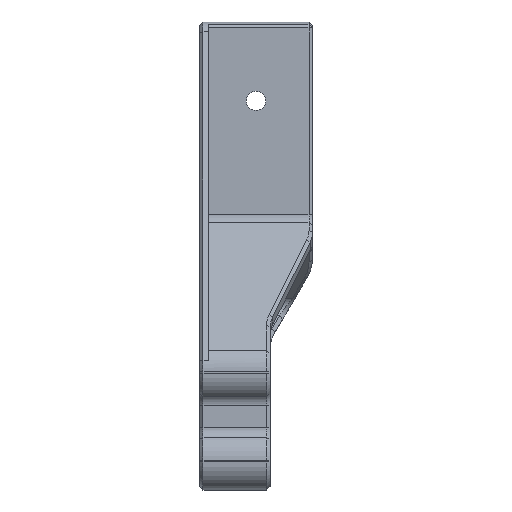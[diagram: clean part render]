
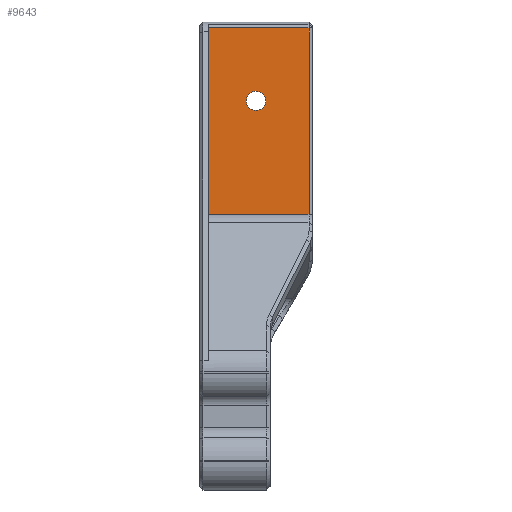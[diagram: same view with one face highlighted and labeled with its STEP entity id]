
A CAD part, left-side view. The second image highlights one B-rep face of the part: STEP entity #9643.
In plain terms, the highlighted planar face has unit normal (-1, 0, 0).
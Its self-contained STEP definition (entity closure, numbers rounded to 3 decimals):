
#190 = ORIENTED_EDGE ( 'NONE', *, *, #2775, .T. ) ;
#292 = VERTEX_POINT ( 'NONE', #7676 ) ;
#385 = VECTOR ( 'NONE', #3534, 1000. ) ;
#525 = EDGE_CURVE ( 'NONE', #10335, #1334, #2939, .T. ) ;
#612 = EDGE_CURVE ( 'NONE', #5195, #4819, #5830, .T. ) ;
#757 = CARTESIAN_POINT ( 'NONE',  ( -13.6, 20., 0. ) ) ;
#841 = ORIENTED_EDGE ( 'NONE', *, *, #1914, .F. ) ;
#1099 = DIRECTION ( 'NONE',  ( -1., 0., 0. ) ) ;
#1217 = CARTESIAN_POINT ( 'NONE',  ( -13.6, 10., -14. ) ) ;
#1334 = VERTEX_POINT ( 'NONE', #8639 ) ;
#1421 = ORIENTED_EDGE ( 'NONE', *, *, #612, .T. ) ;
#1484 = LINE ( 'NONE', #1547, #385 ) ;
#1547 = CARTESIAN_POINT ( 'NONE',  ( -13.6, 18.5, -35. ) ) ;
#1677 = CARTESIAN_POINT ( 'NONE',  ( -13.6, 18.5, -34.112 ) ) ;
#1782 = DIRECTION ( 'NONE',  ( -1., 0., 0. ) ) ;
#1876 = EDGE_CURVE ( 'NONE', #4819, #10335, #11500, .T. ) ;
#1914 = EDGE_CURVE ( 'NONE', #2947, #292, #8836, .T. ) ;
#2581 = FACE_BOUND ( 'NONE', #10360, .T. ) ;
#2775 = EDGE_CURVE ( 'NONE', #1334, #5195, #1484, .T. ) ;
#2939 = LINE ( 'NONE', #6540, #11448 ) ;
#2947 = VERTEX_POINT ( 'NONE', #6383 ) ;
#3341 = CARTESIAN_POINT ( 'NONE',  ( -13.6, 0.6, -34.112 ) ) ;
#3456 = DIRECTION ( 'NONE',  ( 0., 0., 1. ) ) ;
#3534 = DIRECTION ( 'NONE',  ( 0., 0., -1. ) ) ;
#3713 = VECTOR ( 'NONE', #7548, 1000. ) ;
#4060 = CARTESIAN_POINT ( 'NONE',  ( -13.6, 0., -34.112 ) ) ;
#4168 = EDGE_CURVE ( 'NONE', #292, #2947, #6822, .T. ) ;
#4509 = CARTESIAN_POINT ( 'NONE',  ( -13.6, 0.6, -1.063 ) ) ;
#4527 = FACE_OUTER_BOUND ( 'NONE', #8912, .T. ) ;
#4819 = VERTEX_POINT ( 'NONE', #3341 ) ;
#5195 = VERTEX_POINT ( 'NONE', #1677 ) ;
#5266 = VECTOR ( 'NONE', #6146, 1000. ) ;
#5830 = LINE ( 'NONE', #4060, #3713 ) ;
#6146 = DIRECTION ( 'NONE',  ( 0., 0., 1. ) ) ;
#6349 = ORIENTED_EDGE ( 'NONE', *, *, #1876, .T. ) ;
#6383 = CARTESIAN_POINT ( 'NONE',  ( -13.6, 10., -12.3 ) ) ;
#6536 = DIRECTION ( 'NONE',  ( 0., 0., 1. ) ) ;
#6540 = CARTESIAN_POINT ( 'NONE',  ( -13.6, 20., -1.063 ) ) ;
#6719 = ORIENTED_EDGE ( 'NONE', *, *, #4168, .F. ) ;
#6822 = CIRCLE ( 'NONE', #7004, 1.7 ) ;
#6959 = AXIS2_PLACEMENT_3D ( 'NONE', #757, #9658, #3456 ) ;
#7004 = AXIS2_PLACEMENT_3D ( 'NONE', #8857, #1782, #10564 ) ;
#7024 = CARTESIAN_POINT ( 'NONE',  ( -13.6, 0.6, -1.063 ) ) ;
#7548 = DIRECTION ( 'NONE',  ( 0., -1., 0. ) ) ;
#7676 = CARTESIAN_POINT ( 'NONE',  ( -13.6, 10., -15.7 ) ) ;
#8639 = CARTESIAN_POINT ( 'NONE',  ( -13.6, 18.5, -1.063 ) ) ;
#8643 = AXIS2_PLACEMENT_3D ( 'NONE', #1217, #1099, #6536 ) ;
#8836 = CIRCLE ( 'NONE', #8643, 1.7 ) ;
#8857 = CARTESIAN_POINT ( 'NONE',  ( -13.6, 10., -14. ) ) ;
#8912 = EDGE_LOOP ( 'NONE', ( #1421, #6349, #10510, #190 ) ) ;
#9643 = ADVANCED_FACE ( 'NONE', ( #2581, #4527 ), #11488, .T. ) ;
#9658 = DIRECTION ( 'NONE',  ( -1., 0., 0. ) ) ;
#10115 = DIRECTION ( 'NONE',  ( 0., 1., 0. ) ) ;
#10335 = VERTEX_POINT ( 'NONE', #4509 ) ;
#10360 = EDGE_LOOP ( 'NONE', ( #841, #6719 ) ) ;
#10510 = ORIENTED_EDGE ( 'NONE', *, *, #525, .T. ) ;
#10564 = DIRECTION ( 'NONE',  ( 0., 0., 1. ) ) ;
#11448 = VECTOR ( 'NONE', #10115, 1000. ) ;
#11488 = PLANE ( 'NONE',  #6959 ) ;
#11500 = LINE ( 'NONE', #7024, #5266 ) ;
